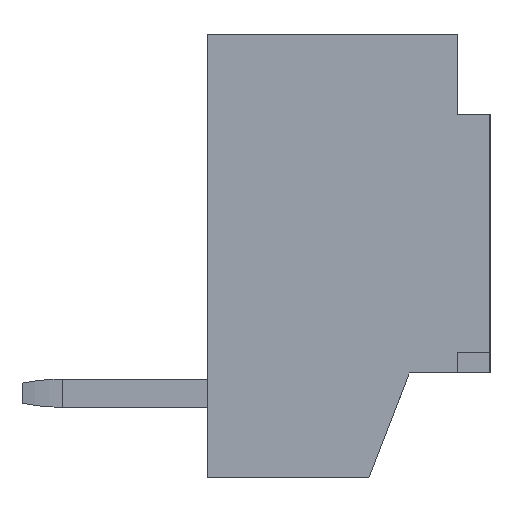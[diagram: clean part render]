
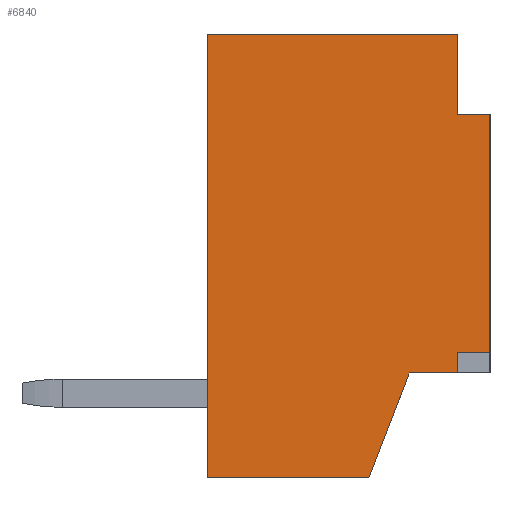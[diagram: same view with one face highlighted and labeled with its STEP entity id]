
A CAD part, left-side view. The second image highlights one B-rep face of the part: STEP entity #6840.
In plain terms, the highlighted planar face has unit normal (-1, 0, 0).
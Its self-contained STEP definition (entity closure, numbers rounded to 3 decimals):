
#9=DIRECTION('',(0.,-1.,0.));
#10=VECTOR('',#9,2.);
#11=CARTESIAN_POINT('',(-9.625,1.75,-2.75));
#12=LINE('',#11,#10);
#25=DIRECTION('',(0.,0.,1.));
#26=VECTOR('',#25,0.25);
#27=CARTESIAN_POINT('',(-9.625,-1.35,-1.45));
#28=LINE('',#27,#26);
#29=DIRECTION('',(0.,1.,0.));
#30=VECTOR('',#29,0.6);
#31=CARTESIAN_POINT('',(-9.625,-1.35,-1.45));
#32=LINE('',#31,#30);
#33=DIRECTION('',(0.,-0.359,0.933));
#34=VECTOR('',#33,1.393);
#35=CARTESIAN_POINT('',(-9.625,-0.25,-2.75));
#36=LINE('',#35,#34);
#37=DIRECTION('',(0.,0.,1.));
#38=VECTOR('',#37,5.5);
#39=CARTESIAN_POINT('',(-9.625,1.75,-2.75));
#40=LINE('',#39,#38);
#41=DIRECTION('',(0.,0.,-1.));
#42=VECTOR('',#41,1.);
#43=CARTESIAN_POINT('',(-9.625,-1.35,2.75));
#44=LINE('',#43,#42);
#45=DIRECTION('',(0.,1.,0.));
#46=VECTOR('',#45,0.4);
#47=CARTESIAN_POINT('',(-9.625,-1.75,1.75));
#48=LINE('',#47,#46);
#49=DIRECTION('',(0.,1.,0.));
#50=VECTOR('',#49,0.4);
#51=CARTESIAN_POINT('',(-9.625,-1.75,-1.2));
#52=LINE('',#51,#50);
#257=DIRECTION('',(0.,0.,1.));
#258=VECTOR('',#257,2.95);
#259=CARTESIAN_POINT('',(-9.625,-1.75,-1.2));
#260=LINE('',#259,#258);
#349=DIRECTION('',(0.,-1.,0.));
#350=VECTOR('',#349,3.1);
#351=CARTESIAN_POINT('',(-9.625,1.75,2.75));
#352=LINE('',#351,#350);
#5193=CARTESIAN_POINT('',(-9.625,1.75,-2.75));
#5194=CARTESIAN_POINT('',(-9.625,1.75,2.75));
#5195=VERTEX_POINT('',#5193);
#5196=VERTEX_POINT('',#5194);
#5225=CARTESIAN_POINT('',(-9.625,-1.75,1.75));
#5226=CARTESIAN_POINT('',(-9.625,-1.35,1.75));
#5227=VERTEX_POINT('',#5225);
#5228=VERTEX_POINT('',#5226);
#5241=CARTESIAN_POINT('',(-9.625,-1.35,2.75));
#5242=VERTEX_POINT('',#5241);
#5751=CARTESIAN_POINT('',(-9.625,-0.25,-2.75));
#5753=VERTEX_POINT('',#5751);
#5759=CARTESIAN_POINT('',(-9.625,-0.75,-1.45));
#5760=VERTEX_POINT('',#5759);
#5867=CARTESIAN_POINT('',(-9.625,-1.35,-1.45));
#5868=CARTESIAN_POINT('',(-9.625,-1.35,-1.2));
#5869=VERTEX_POINT('',#5867);
#5870=VERTEX_POINT('',#5868);
#5871=CARTESIAN_POINT('',(-9.625,-1.75,-1.2));
#5872=VERTEX_POINT('',#5871);
#6815=CARTESIAN_POINT('',(-9.625,1.75,-2.75));
#6816=DIRECTION('',(-1.,0.,0.));
#6817=DIRECTION('',(0.,-1.,0.));
#6818=AXIS2_PLACEMENT_3D('',#6815,#6816,#6817);
#6819=PLANE('',#6818);
#6821=ORIENTED_EDGE('',*,*,#6820,.F.);
#6823=ORIENTED_EDGE('',*,*,#6822,.T.);
#6824=ORIENTED_EDGE('',*,*,#6791,.F.);
#6825=ORIENTED_EDGE('',*,*,#6764,.F.);
#6827=ORIENTED_EDGE('',*,*,#6826,.T.);
#6829=ORIENTED_EDGE('',*,*,#6828,.T.);
#6831=ORIENTED_EDGE('',*,*,#6830,.T.);
#6833=ORIENTED_EDGE('',*,*,#6832,.F.);
#6835=ORIENTED_EDGE('',*,*,#6834,.F.);
#6837=ORIENTED_EDGE('',*,*,#6836,.T.);
#6838=EDGE_LOOP('',(#6821,#6823,#6824,#6825,#6827,#6829,#6831,#6833,#6835,
#6837));
#6839=FACE_OUTER_BOUND('',#6838,.F.);
#6840=ADVANCED_FACE('',(#6839),#6819,.T.);
#6764=EDGE_CURVE('',#5195,#5753,#12,.T.);
#6791=EDGE_CURVE('',#5753,#5760,#36,.T.);
#6820=EDGE_CURVE('',#5869,#5870,#28,.T.);
#6822=EDGE_CURVE('',#5869,#5760,#32,.T.);
#6826=EDGE_CURVE('',#5195,#5196,#40,.T.);
#6828=EDGE_CURVE('',#5196,#5242,#352,.T.);
#6830=EDGE_CURVE('',#5242,#5228,#44,.T.);
#6832=EDGE_CURVE('',#5227,#5228,#48,.T.);
#6834=EDGE_CURVE('',#5872,#5227,#260,.T.);
#6836=EDGE_CURVE('',#5872,#5870,#52,.T.);
